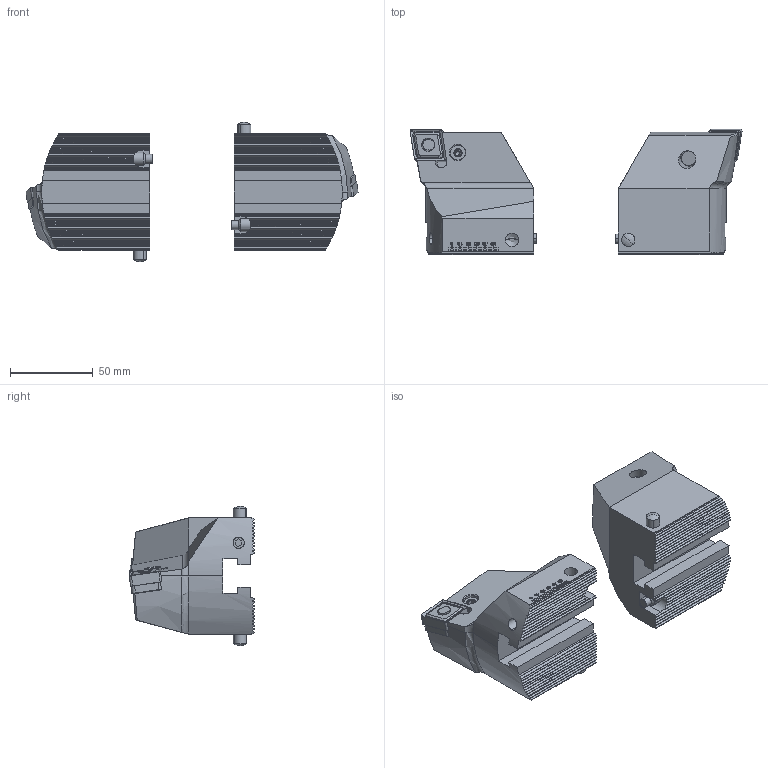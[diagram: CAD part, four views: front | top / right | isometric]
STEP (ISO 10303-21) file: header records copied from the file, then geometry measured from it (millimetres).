
FILE_DESCRIPTION (( 'STEP AP203' ), '1' );
FILE_NAME ('VK1-WCF.B01.075.STEP', '2017-11-20T15:25:57', ( 'SWIAdmin' ), ( 'Hewlett-Packard Company' ), 'SwSTEP 2.0', 'SolidWorks 2017', '' );
FILE_SCHEMA (( 'CONFIG_CONTROL_DESIGN' ));
Length unit declared in the file: millimetre
Products named in the file (10): WCF-ER1.101.000; WCF-ER2.101.004_A; CNMG190612; ISO 4028 - M8 x 35; ISO 8734 - 8 x 20 m6; VK1-WCF.101.075_A; VK1-WCF.B01.075; WCF-ER4.101.027_A; WCF-ER3.101.000_A; WCF
Assembly tree (16 placements, depth 3):
  VK1-WCF.B01.075
    VK1-WCF.101.075_A  x2
    WCF  x2
      WCF-ER4.101.027_A
      WCF-ER3.101.000_A
    WCF-ER1.101.000  x2
    WCF-ER2.101.004_A  x2
    CNMG190612  x2
    ISO 4028 - M8 x 35  x2
    ISO 8734 - 8 x 20 m6  x2
Bounding box: 200.04 x 75.79 x 83.91 mm (x, y, z)
Volume: 410334.4 mm3; surface area: 73403.8 mm2
Topology: 16 solids, 16 shells, 1300 faces, 3402 edges, 2154 vertices
Faces by surface type: plane 784, bspline 200, cylinder 170, cone 116, torus 22, sphere 8
Entity records: 26869 total; most frequent: CARTESIAN_POINT 10624, ORIENTED_EDGE 3382, DIRECTION 2699, EDGE_CURVE 1691, LINE 1095, VECTOR 1095, VERTEX_POINT 1077, AXIS2_PLACEMENT_3D 802
